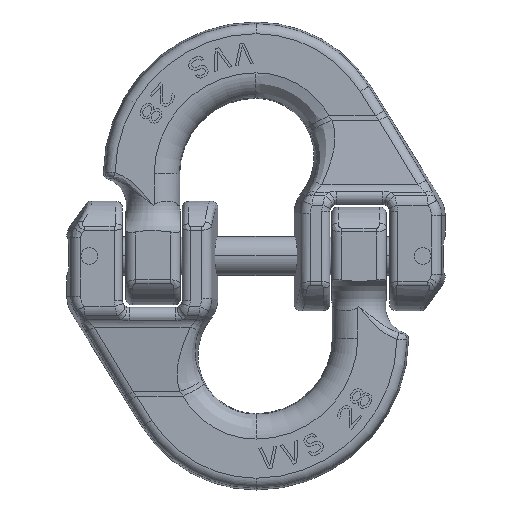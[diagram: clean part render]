
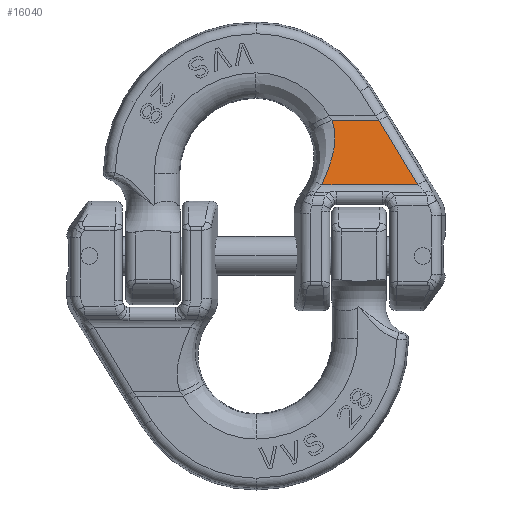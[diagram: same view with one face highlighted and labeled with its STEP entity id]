
A CAD part, top view. The second image highlights one B-rep face of the part: STEP entity #16040.
In plain terms, the highlighted planar face has unit normal (0, 0.139, 0.99).
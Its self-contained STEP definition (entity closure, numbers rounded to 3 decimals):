
#2772=CARTESIAN_POINT('',(39.724,42.958,21.627));
#2803=DIRECTION('',(-0.513,0.85,-0.119));
#2804=VECTOR('',#2803,45.483);
#2805=CARTESIAN_POINT('',(97.42,42.958,21.627));
#2806=LINE('',#2805,#2804);
#2807=DIRECTION('',(1.,0.,0.));
#2808=VECTOR('',#2807,57.696);
#2809=CARTESIAN_POINT('',(39.724,42.958,21.627));
#2810=LINE('',#2809,#2808);
#2811=CARTESIAN_POINT('',(45.866,81.615,16.195));
#2812=CARTESIAN_POINT('',(45.965,81.329,16.235));
#2813=CARTESIAN_POINT('',(46.154,80.75,16.316));
#2814=CARTESIAN_POINT('',(46.416,79.854,16.442));
#2815=CARTESIAN_POINT('',(46.652,78.931,16.572));
#2816=CARTESIAN_POINT('',(46.862,77.982,16.705));
#2817=CARTESIAN_POINT('',(47.045,77.006,16.842));
#2818=CARTESIAN_POINT('',(47.201,76.001,16.984));
#2819=CARTESIAN_POINT('',(47.327,74.969,17.129));
#2820=CARTESIAN_POINT('',(47.422,73.907,17.278));
#2821=CARTESIAN_POINT('',(47.486,72.815,17.431));
#2822=CARTESIAN_POINT('',(47.516,71.692,17.589));
#2823=CARTESIAN_POINT('',(47.512,70.536,17.752));
#2824=CARTESIAN_POINT('',(47.471,69.346,17.919));
#2825=CARTESIAN_POINT('',(47.391,68.118,18.091));
#2826=CARTESIAN_POINT('',(47.271,66.852,18.269));
#2827=CARTESIAN_POINT('',(47.108,65.541,18.454));
#2828=CARTESIAN_POINT('',(46.898,64.186,18.644));
#2829=CARTESIAN_POINT('',(46.637,62.77,18.843));
#2830=CARTESIAN_POINT('',(46.323,61.3,19.05));
#2831=CARTESIAN_POINT('',(45.971,59.851,19.253));
#2832=CARTESIAN_POINT('',(45.6,58.47,19.447));
#2833=CARTESIAN_POINT('',(45.214,57.152,19.633));
#2834=CARTESIAN_POINT('',(44.819,55.891,19.81));
#2835=CARTESIAN_POINT('',(44.418,54.683,19.98));
#2836=CARTESIAN_POINT('',(44.014,53.524,20.143));
#2837=CARTESIAN_POINT('',(43.608,52.409,20.299));
#2838=CARTESIAN_POINT('',(43.203,51.335,20.45));
#2839=CARTESIAN_POINT('',(42.8,50.297,20.596));
#2840=CARTESIAN_POINT('',(42.4,49.292,20.737));
#2841=CARTESIAN_POINT('',(42.003,48.317,20.874));
#2842=CARTESIAN_POINT('',(41.611,47.37,21.007));
#2843=CARTESIAN_POINT('',(41.223,46.447,21.137));
#2844=CARTESIAN_POINT('',(40.84,45.546,21.264));
#2845=CARTESIAN_POINT('',(40.462,44.665,21.388));
#2846=CARTESIAN_POINT('',(40.09,43.802,21.509));
#2847=CARTESIAN_POINT('',(39.845,43.238,21.588));
#2848=CARTESIAN_POINT('',(39.724,42.958,21.627));
#2850=DIRECTION('',(1.,0.,0.));
#2851=VECTOR('',#2850,28.212);
#2852=CARTESIAN_POINT('',(45.866,81.615,16.195));
#2853=LINE('',#2852,#2851);
#2869=CARTESIAN_POINT('',(74.077,81.615,16.195));
#11538=VERTEX_POINT('',#2772);
#11540=VERTEX_POINT('',#2811);
#11592=VERTEX_POINT('',#2869);
#11594=CARTESIAN_POINT('',(97.42,42.958,21.627));
#11595=VERTEX_POINT('',#11594);
#16027=CARTESIAN_POINT('',(0.,83.,16.));
#16028=DIRECTION('',(0.,-0.139,-0.99));
#16029=DIRECTION('',(0.,-0.99,0.139));
#16030=AXIS2_PLACEMENT_3D('',#16027,#16028,#16029);
#16031=PLANE('',#16030);
#16032=ORIENTED_EDGE('',*,*,#16017,.F.);
#16033=ORIENTED_EDGE('',*,*,#15940,.F.);
#16035=ORIENTED_EDGE('',*,*,#16034,.F.);
#16037=ORIENTED_EDGE('',*,*,#16036,.T.);
#16038=EDGE_LOOP('',(#16032,#16033,#16035,#16037));
#16039=FACE_OUTER_BOUND('',#16038,.F.);
#16040=ADVANCED_FACE('',(#16039),#16031,.F.);
#2849=B_SPLINE_CURVE_WITH_KNOTS('',3,(#2811,#2812,#2813,#2814,#2815,#2816,#2817,
#2818,#2819,#2820,#2821,#2822,#2823,#2824,#2825,#2826,#2827,#2828,#2829,#2830,
#2831,#2832,#2833,#2834,#2835,#2836,#2837,#2838,#2839,#2840,#2841,#2842,#2843,
#2844,#2845,#2846,#2847,#2848),.UNSPECIFIED.,.F.,.F.,(4,1,1,1,1,1,1,1,1,1,1,1,1,
1,1,1,1,1,1,1,1,1,1,1,1,1,1,1,1,1,1,1,1,1,1,4),(0.,0.029,
0.057,0.086,0.114,0.143,
0.171,0.2,0.229,0.257,0.286,
0.314,0.343,0.371,0.4,0.429,
0.457,0.486,0.514,0.543,
0.571,0.6,0.629,0.657,0.686,
0.714,0.743,0.771,0.8,0.829,
0.857,0.886,0.914,0.943,
0.971,1.),.UNSPECIFIED.);
#15940=EDGE_CURVE('',#11538,#11595,#2810,.T.);
#16017=EDGE_CURVE('',#11595,#11592,#2806,.T.);
#16034=EDGE_CURVE('',#11540,#11538,#2849,.T.);
#16036=EDGE_CURVE('',#11540,#11592,#2853,.T.);
